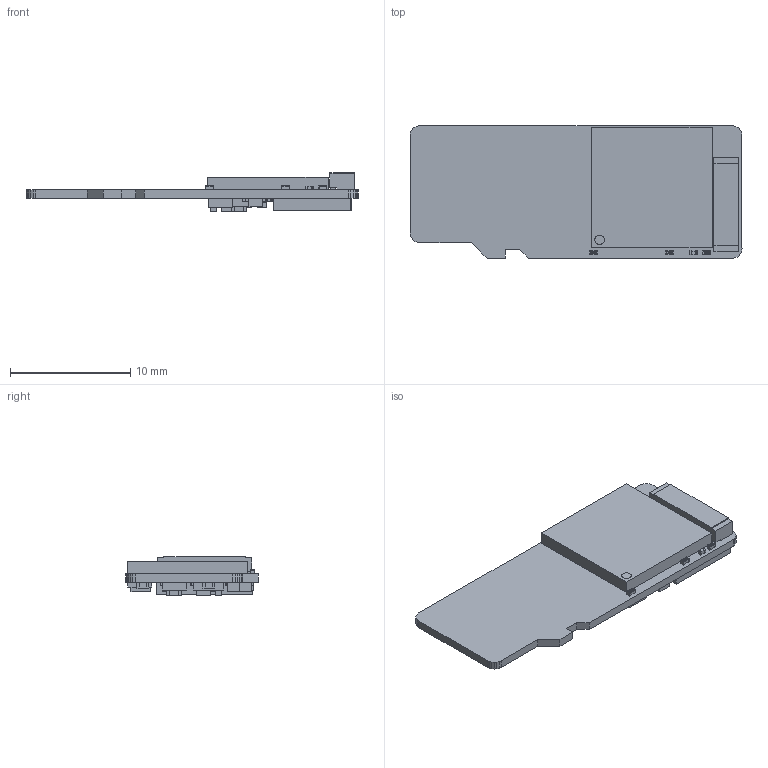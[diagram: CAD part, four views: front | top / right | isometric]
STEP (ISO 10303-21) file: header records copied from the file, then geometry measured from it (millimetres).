
FILE_DESCRIPTION(('Open CASCADE Model'),'2;1');
FILE_NAME('Open CASCADE Shape Model','2015-08-13T11:38:56',('Author'),( 'Open CASCADE'),'Open CASCADE STEP processor 6.5','Open CASCADE 6.5' ,'Unknown');
FILE_SCHEMA(('AUTOMOTIVE_DESIGN { 1 0 10303 214 1 1 1 1 }'));
Length unit declared in the file: millimetre
Products named in the file (76): PCB; Board; U9; 1416241840; Extruded; 1416242608; 1416242224; 1416242352; U3; 1416242480; 1416242992; 1416242736; C11; User_Library-SMD_0201_CAPACITOR; U1; 1405729128; Cylinder; 1416241712; C1; User_Library-SMD_CAPACITOR0603; C2; U2; 1416242864; 1405729008; C3; C4; C5; C6; C7; C8; User_Library-SMD_CAPACITOR0402; C9; R2; User_Library-RES_0603-0201; J9; SM10B-XSRS-ETB; U5; 1405729248; 1416241328; D2 ...
Assembly tree (90 placements, depth 4):
  PCB
    Board
    U9
      1416241840
        Extruded
      1416242608
        Extruded
      1416242224  x2
        Extruded
      1416242352
        Extruded
    U3
      1416242480
        Extruded
      1416242608
        Extruded
      1416242992  x2
        Extruded
      1416242736
        Extruded
    C11
      User_Library-SMD_0201_CAPACITOR
    U1
      1405729128
        Cylinder
      1416241712
        Extruded
    C1
      User_Library-SMD_CAPACITOR0603
    C2
      User_Library-SMD_CAPACITOR0603
    U2
      1416242864
        Extruded
      1405729008
        Cylinder
    C3
      User_Library-SMD_0201_CAPACITOR
    C4
      User_Library-SMD_0201_CAPACITOR
    C5
      User_Library-SMD_0201_CAPACITOR
    C6
      User_Library-SMD_0201_CAPACITOR
    C7
      User_Library-SMD_0201_CAPACITOR
    C8
      User_Library-SMD_CAPACITOR0402
    C9
      User_Library-SMD_CAPACITOR0402
    R2
      User_Library-RES_0603-0201
    J9
      SM10B-XSRS-ETB
    U5
      1405729248
        Cylinder
      1416241328
        Extruded
    D2
Bounding box: 27.58 x 11.01 x 3.23 mm (x, y, z)
Volume: 398.8 mm3; surface area: 1259.9 mm2
Topology: 55 solids, 55 shells, 1258 faces, 3089 edges, 1901 vertices
Faces by surface type: plane 804, cylinder 242, bspline 112, sphere 100
Full cylindrical faces by diameter (mm): 0.4 x1, 0.6 x3, 0.8 x1
Entity records: 48844 total; most frequent: CARTESIAN_POINT 14103, DIRECTION 5124, LINE 3380, VECTOR 3380, ORIENTED_EDGE 3138, PCURVE 3138, DEFINITIONAL_REPRESENTATION 3138, EDGE_CURVE 1569
